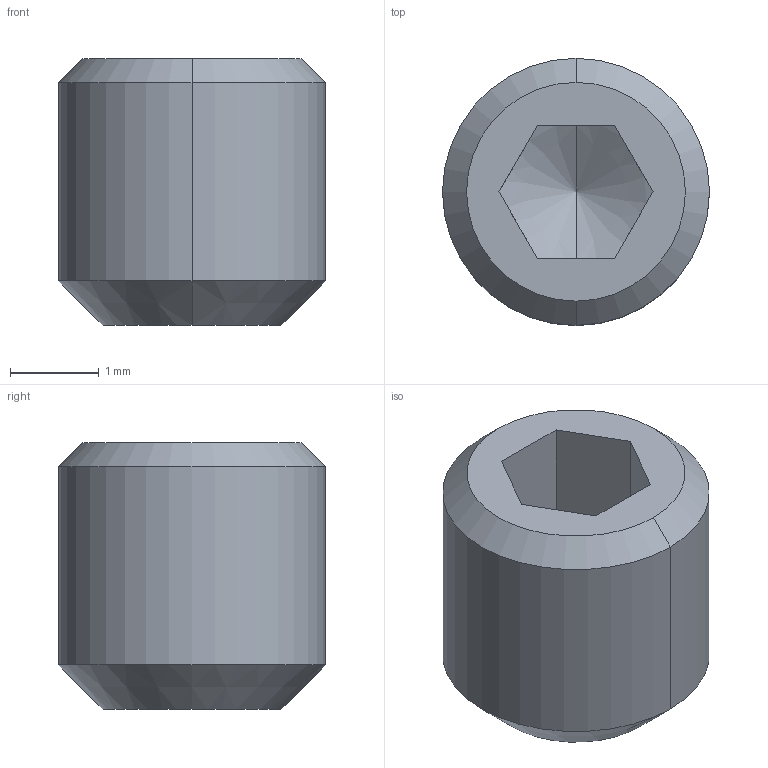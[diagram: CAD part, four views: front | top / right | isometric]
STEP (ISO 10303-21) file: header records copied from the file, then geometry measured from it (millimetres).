
FILE_DESCRIPTION(('STEP AP214'),'1');
FILE_NAME('din_en_iso_4026-m3x3-45h.stp','2016-03-11T00:51:14',('TraceParts'),('TraceParts S.A.'),'Spatial InterOp 3D',' ',' ');
FILE_SCHEMA(('automotive_design'));
Length unit declared in the file: millimetre
Products named in the file (1): 1
Bounding box: 3 x 3 x 3 mm (x, y, z)
Volume: 17.1 mm3; surface area: 44.5 mm2
Topology: 1 solids, 1 shells, 16 faces, 38 edges, 23 vertices
Faces by surface type: plane 8, cone 6, cylinder 2
Entity records: 451 total; most frequent: CARTESIAN_POINT 92, ORIENTED_EDGE 72, DIRECTION 70, EDGE_CURVE 36, AXIS2_PLACEMENT_3D 25, VERTEX_POINT 23, LINE 20, VECTOR 20
